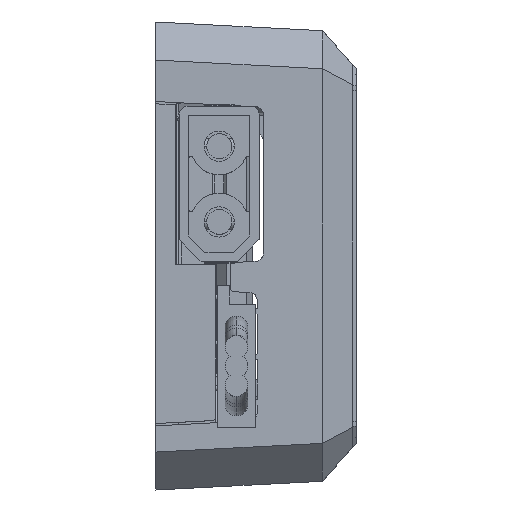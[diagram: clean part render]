
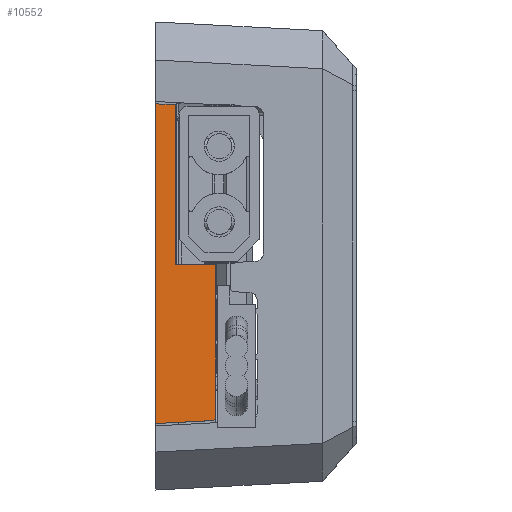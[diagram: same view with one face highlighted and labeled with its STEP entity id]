
A CAD part, left-side view. The second image highlights one B-rep face of the part: STEP entity #10552.
In plain terms, the highlighted face is planar.
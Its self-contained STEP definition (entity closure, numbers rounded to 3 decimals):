
#426 = CARTESIAN_POINT ( 'NONE',  ( -31.45, 0., -10.05 ) ) ;
#792 = CARTESIAN_POINT ( 'NONE',  ( -31.242, 3.96, 0.55 ) ) ;
#1512 = DIRECTION ( 'NONE',  ( 0., 0., -1. ) ) ;
#2036 = CARTESIAN_POINT ( 'NONE',  ( -31.242, 3.96, 8.73 ) ) ;
#2418 = LINE ( 'NONE', #21763, #21631 ) ;
#4861 = DIRECTION ( 'NONE',  ( -0.052, -0.997, -0.052 ) ) ;
#4944 = EDGE_CURVE ( 'NONE', #13407, #43701, #47352, .T. ) ;
#5764 = CARTESIAN_POINT ( 'NONE',  ( -31.247, 3.883, 10.861 ) ) ;
#5776 = EDGE_LOOP ( 'NONE', ( #36586, #18549, #29684, #36161, #11568, #49642, #51085, #17794, #37319, #12595, #37881, #38480, #35608, #52983 ) ) ;
#5996 = CARTESIAN_POINT ( 'NONE',  ( -31.242, 3.96, 0. ) ) ;
#6025 = CARTESIAN_POINT ( 'NONE',  ( -31.252, 3.77, 10.866 ) ) ;
#6131 = LINE ( 'NONE', #9103, #46621 ) ;
#6245 = CARTESIAN_POINT ( 'NONE',  ( -31.242, 3.971, 8.713 ) ) ;
#6849 = VECTOR ( 'NONE', #50036, 1000. ) ;
#7292 = VERTEX_POINT ( 'NONE', #29850 ) ;
#8306 = CARTESIAN_POINT ( 'NONE',  ( -31.242, 3.96, 2.73 ) ) ;
#8437 = CARTESIAN_POINT ( 'NONE',  ( -31.242, 3.96, 0. ) ) ;
#8661 = CARTESIAN_POINT ( 'NONE',  ( -31.242, 3.971, 2.693 ) ) ;
#9103 = CARTESIAN_POINT ( 'NONE',  ( -31.242, 3.96, 0. ) ) ;
#9903 = CARTESIAN_POINT ( 'NONE',  ( -31.242, 3.96, 10.667 ) ) ;
#10031 = DIRECTION ( 'NONE',  ( -0.052, -0.999, 0. ) ) ;
#10171 = FACE_OUTER_BOUND ( 'NONE', #5776, .T. ) ;
#10552 = ADVANCED_FACE ( 'NONE', ( #10171 ), #40843, .T. ) ;
#11173 = EDGE_CURVE ( 'NONE', #37254, #45158, #20274, .T. ) ;
#11199 =( BOUNDED_CURVE ( )  B_SPLINE_CURVE ( 3, ( #8306, #24744, #8661, #29193 ),
 .UNSPECIFIED., .F., .F. ) 
 B_SPLINE_CURVE_WITH_KNOTS ( ( 4, 4 ),
 ( 2.574, 3.71 ),
 .UNSPECIFIED. ) 
 CURVE ( )  GEOMETRIC_REPRESENTATION_ITEM ( )  RATIONAL_B_SPLINE_CURVE ( ( 1., 0.895, 0.895, 1. ) ) 
 REPRESENTATION_ITEM ( '' )  );
#11568 = ORIENTED_EDGE ( 'NONE', *, *, #17082, .F. ) ;
#11931 = CARTESIAN_POINT ( 'NONE',  ( -31.382, 1.3, -9.982 ) ) ;
#12250 = LINE ( 'NONE', #22462, #15452 ) ;
#12595 = ORIENTED_EDGE ( 'NONE', *, *, #24929, .T. ) ;
#13407 = VERTEX_POINT ( 'NONE', #2036 ) ;
#13487 = CARTESIAN_POINT ( 'NONE',  ( -31.242, 3.96, 5.676 ) ) ;
#13558 = CARTESIAN_POINT ( 'NONE',  ( -31.242, 3.96, 2.73 ) ) ;
#13691 = EDGE_CURVE ( 'NONE', #17062, #7292, #49126, .T. ) ;
#14047 = CARTESIAN_POINT ( 'NONE',  ( -31.242, 3.96, 10.779 ) ) ;
#14199 = LINE ( 'NONE', #37780, #25694 ) ;
#14301 = CARTESIAN_POINT ( 'NONE',  ( -31.382, 1.3, 0.54 ) ) ;
#14689 = CARTESIAN_POINT ( 'NONE',  ( -31.242, 3.96, 8.73 ) ) ;
#15372 =( BOUNDED_CURVE ( )  B_SPLINE_CURVE ( 3, ( #17394, #29012, #21143, #13487 ),
 .UNSPECIFIED., .F., .T. ) 
 B_SPLINE_CURVE_WITH_KNOTS ( ( 4, 4 ),
 ( 2.574, 3.71 ),
 .UNSPECIFIED. ) 
 CURVE ( )  GEOMETRIC_REPRESENTATION_ITEM ( )  RATIONAL_B_SPLINE_CURVE ( ( 1., 0.895, 0.895, 1. ) ) 
 REPRESENTATION_ITEM ( '' )  );
#15452 = VECTOR ( 'NONE', #1512, 1000. ) ;
#16952 = EDGE_CURVE ( 'NONE', #40804, #41280, #12250, .T. ) ;
#17062 = VERTEX_POINT ( 'NONE', #792 ) ;
#17082 = EDGE_CURVE ( 'NONE', #45804, #40804, #14199, .T. ) ;
#17394 = CARTESIAN_POINT ( 'NONE',  ( -31.242, 3.96, 5.73 ) ) ;
#17484 = CARTESIAN_POINT ( 'NONE',  ( -31.242, 3.96, 5.73 ) ) ;
#17712 = EDGE_CURVE ( 'NONE', #45158, #41280, #39840, .T. ) ;
#17725 = LINE ( 'NONE', #8437, #6849 ) ;
#17794 = ORIENTED_EDGE ( 'NONE', *, *, #4944, .T. ) ;
#18549 = ORIENTED_EDGE ( 'NONE', *, *, #11173, .T. ) ;
#18755 = CARTESIAN_POINT ( 'NONE',  ( -31.242, 3.971, 8.693 ) ) ;
#20274 = LINE ( 'NONE', #37894, #25439 ) ;
#20476 = DIRECTION ( 'NONE',  ( -0.052, -0.999, 0. ) ) ;
#20675 = DIRECTION ( 'NONE',  ( -0.052, -0.997, 0.052 ) ) ;
#21143 = CARTESIAN_POINT ( 'NONE',  ( -31.242, 3.971, 5.693 ) ) ;
#21553 = AXIS2_PLACEMENT_3D ( 'NONE', #426, #49595, #20476 ) ;
#21631 = VECTOR ( 'NONE', #34686, 1000. ) ;
#21763 = CARTESIAN_POINT ( 'NONE',  ( -31.479, -0.548, 0.443 ) ) ;
#22359 = CARTESIAN_POINT ( 'NONE',  ( -31.125, 6.2, 0.55 ) ) ;
#22462 = CARTESIAN_POINT ( 'NONE',  ( -31.45, 0., 0. ) ) ;
#22746 = EDGE_CURVE ( 'NONE', #45804, #51013, #50910, .T. ) ;
#22789 = VECTOR ( 'NONE', #37911, 1000. ) ;
#22982 = VERTEX_POINT ( 'NONE', #17484 ) ;
#24327 = VECTOR ( 'NONE', #42826, 1000. ) ;
#24744 = CARTESIAN_POINT ( 'NONE',  ( -31.242, 3.971, 2.713 ) ) ;
#24929 = EDGE_CURVE ( 'NONE', #22982, #31110, #15372, .T. ) ;
#25439 = VECTOR ( 'NONE', #46492, 1000. ) ;
#25694 = VECTOR ( 'NONE', #20675, 1000. ) ;
#26047 = CARTESIAN_POINT ( 'NONE',  ( -31.242, 3.96, 8.676 ) ) ;
#26672 = VECTOR ( 'NONE', #10031, 1000. ) ;
#28791 = VECTOR ( 'NONE', #4861, 1000. ) ;
#28826 = CARTESIAN_POINT ( 'NONE',  ( -31.242, 3.96, 0. ) ) ;
#29012 = CARTESIAN_POINT ( 'NONE',  ( -31.242, 3.971, 5.713 ) ) ;
#29193 = CARTESIAN_POINT ( 'NONE',  ( -31.242, 3.96, 2.676 ) ) ;
#29351 = CARTESIAN_POINT ( 'NONE',  ( -31.45, 0., -10.05 ) ) ;
#29684 = ORIENTED_EDGE ( 'NONE', *, *, #17712, .T. ) ;
#29821 = LINE ( 'NONE', #22359, #26672 ) ;
#29832 = VERTEX_POINT ( 'NONE', #13558 ) ;
#29850 = CARTESIAN_POINT ( 'NONE',  ( -31.242, 3.96, 2.676 ) ) ;
#30066 = CARTESIAN_POINT ( 'NONE',  ( -31.252, 3.77, 10.866 ) ) ;
#31110 = VERTEX_POINT ( 'NONE', #52658 ) ;
#31452 = EDGE_CURVE ( 'NONE', #13407, #51013, #47509, .T. ) ;
#34686 = DIRECTION ( 'NONE',  ( 0.052, 0.997, 0.052 ) ) ;
#35273 = CARTESIAN_POINT ( 'NONE',  ( -31.45, 0., 11.064 ) ) ;
#35608 = ORIENTED_EDGE ( 'NONE', *, *, #13691, .F. ) ;
#36161 = ORIENTED_EDGE ( 'NONE', *, *, #16952, .F. ) ;
#36586 = ORIENTED_EDGE ( 'NONE', *, *, #43724, .F. ) ;
#37254 = VERTEX_POINT ( 'NONE', #14301 ) ;
#37319 = ORIENTED_EDGE ( 'NONE', *, *, #47945, .F. ) ;
#37780 = CARTESIAN_POINT ( 'NONE',  ( -31.364, 1.639, 10.978 ) ) ;
#37881 = ORIENTED_EDGE ( 'NONE', *, *, #47331, .F. ) ;
#37894 = CARTESIAN_POINT ( 'NONE',  ( -31.382, 1.3, -10.05 ) ) ;
#37911 = DIRECTION ( 'NONE',  ( 0., 0., 1. ) ) ;
#38365 = VERTEX_POINT ( 'NONE', #45786 ) ;
#38480 = ORIENTED_EDGE ( 'NONE', *, *, #41528, .T. ) ;
#39213 = CARTESIAN_POINT ( 'NONE',  ( -31.45, 0., -10.05 ) ) ;
#39840 = LINE ( 'NONE', #29351, #28791 ) ;
#40264 = CARTESIAN_POINT ( 'NONE',  ( -31.242, 3.96, 10.667 ) ) ;
#40804 = VERTEX_POINT ( 'NONE', #35273 ) ;
#40843 = PLANE ( 'NONE',  #21553 ) ;
#41280 = VERTEX_POINT ( 'NONE', #39213 ) ;
#41528 = EDGE_CURVE ( 'NONE', #29832, #7292, #11199, .T. ) ;
#42826 = DIRECTION ( 'NONE',  ( 0., 0., 1. ) ) ;
#43701 = VERTEX_POINT ( 'NONE', #26047 ) ;
#43724 = EDGE_CURVE ( 'NONE', #37254, #38365, #2418, .T. ) ;
#45158 = VERTEX_POINT ( 'NONE', #11931 ) ;
#45707 = DIRECTION ( 'NONE',  ( 0., 0., 1. ) ) ;
#45786 = CARTESIAN_POINT ( 'NONE',  ( -31.371, 1.5, 0.55 ) ) ;
#45804 = VERTEX_POINT ( 'NONE', #6025 ) ;
#46492 = DIRECTION ( 'NONE',  ( 0., 0., -1. ) ) ;
#46621 = VECTOR ( 'NONE', #45707, 1000. ) ;
#47331 = EDGE_CURVE ( 'NONE', #29832, #31110, #17725, .T. ) ;
#47352 =( BOUNDED_CURVE ( )  B_SPLINE_CURVE ( 3, ( #14689, #6245, #18755, #47691 ),
 .UNSPECIFIED., .F., .F. ) 
 B_SPLINE_CURVE_WITH_KNOTS ( ( 4, 4 ),
 ( 2.574, 3.71 ),
 .UNSPECIFIED. ) 
 CURVE ( )  GEOMETRIC_REPRESENTATION_ITEM ( )  RATIONAL_B_SPLINE_CURVE ( ( 1., 0.895, 0.895, 1. ) ) 
 REPRESENTATION_ITEM ( '' )  );
#47509 = LINE ( 'NONE', #5996, #24327 ) ;
#47631 = EDGE_CURVE ( 'NONE', #17062, #38365, #29821, .T. ) ;
#47691 = CARTESIAN_POINT ( 'NONE',  ( -31.242, 3.96, 8.676 ) ) ;
#47945 = EDGE_CURVE ( 'NONE', #22982, #43701, #6131, .T. ) ;
#49126 = LINE ( 'NONE', #28826, #22789 ) ;
#49595 = DIRECTION ( 'NONE',  ( -0.999, 0.052, 0. ) ) ;
#49642 = ORIENTED_EDGE ( 'NONE', *, *, #22746, .T. ) ;
#50036 = DIRECTION ( 'NONE',  ( 0., 0., 1. ) ) ;
#50910 =( BOUNDED_CURVE ( )  B_SPLINE_CURVE ( 3, ( #30066, #5764, #14047, #9903 ),
 .UNSPECIFIED., .F., .T. ) 
 B_SPLINE_CURVE_WITH_KNOTS ( ( 4, 4 ),
 ( 4.765, 6.283 ),
 .UNSPECIFIED. ) 
 CURVE ( )  GEOMETRIC_REPRESENTATION_ITEM ( )  RATIONAL_B_SPLINE_CURVE ( ( 1., 0.817, 0.817, 1. ) ) 
 REPRESENTATION_ITEM ( '' )  );
#51013 = VERTEX_POINT ( 'NONE', #40264 ) ;
#51085 = ORIENTED_EDGE ( 'NONE', *, *, #31452, .F. ) ;
#52658 = CARTESIAN_POINT ( 'NONE',  ( -31.242, 3.96, 5.676 ) ) ;
#52983 = ORIENTED_EDGE ( 'NONE', *, *, #47631, .T. ) ;
